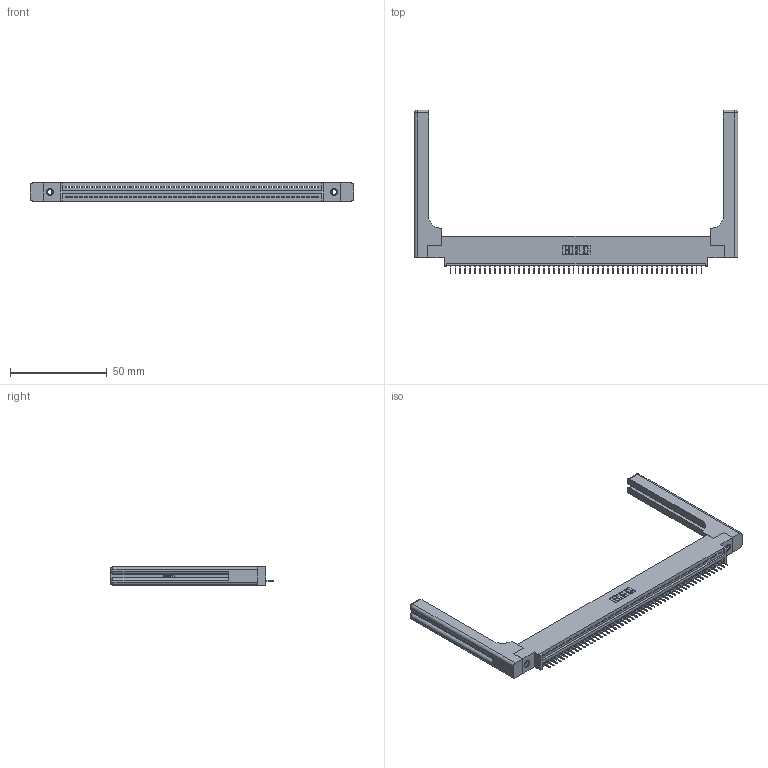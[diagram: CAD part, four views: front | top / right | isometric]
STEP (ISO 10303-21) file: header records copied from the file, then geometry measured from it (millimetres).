
FILE_DESCRIPTION (( 'STEP AP203' ), '1' );
FILE_NAME ('345-052-524-658.STEP', '2019-10-09T18:33:23', ( '' ), ( '' ), 'SwSTEP 2.0', 'SolidWorks 2016', '' );
FILE_SCHEMA (( 'CONFIG_CONTROL_DESIGN' ));
Length unit declared in the file: inch
Products named in the file (5): 345-292-001_345-293-124; 345-052-524-658; 345-220-058_345-220-058; 345-250-001_345-250-001-102; 345 Part_0.170 Offset - 0.156 Dia-TH
Assembly tree (57 placements, depth 2):
  345-052-524-658
    345 Part_0.170 Offset - 0.156 Dia-TH
    345-292-001_345-293-124  x52
    345-250-001_345-250-001-102  x2
    345-220-058_345-220-058  x2
Bounding box: 167.11 x 84.63 x 9.4 mm (x, y, z)
Volume: 24140 mm3; surface area: 25688.8 mm2
Topology: 57 solids, 57 shells, 3610 faces, 10379 edges, 6690 vertices
Faces by surface type: plane 2624, cylinder 926, bspline 36, cone 12, sphere 8, torus 4
Entity records: 43178 total; most frequent: CARTESIAN_POINT 8449, ORIENTED_EDGE 7232, DIRECTION 6312, EDGE_CURVE 3616, VECTOR 3188, LINE 3188, VERTEX_POINT 2398, AXIS2_PLACEMENT_3D 1562
